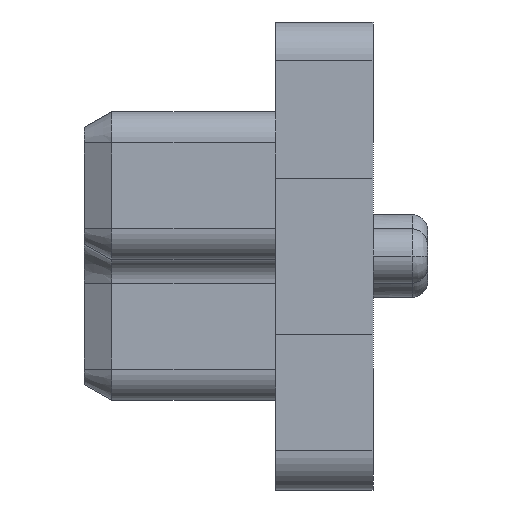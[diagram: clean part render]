
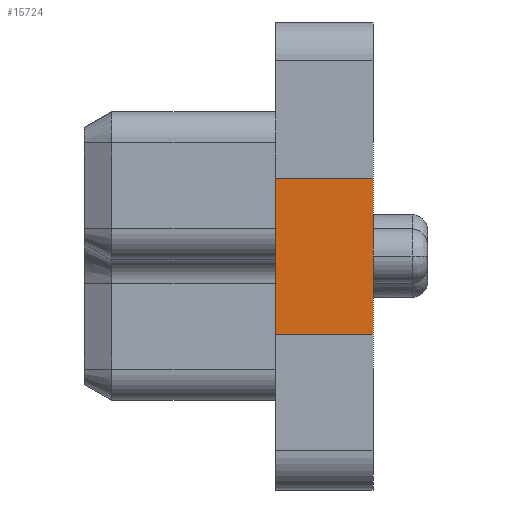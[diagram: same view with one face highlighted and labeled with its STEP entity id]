
A CAD part, left-side view. The second image highlights one B-rep face of the part: STEP entity #15724.
In plain terms, the highlighted planar face has unit normal (-1, 0, 0).
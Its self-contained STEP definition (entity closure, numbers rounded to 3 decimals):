
#4757=DIRECTION('',(0.,0.,-1.));
#4758=VECTOR('',#4757,2.);
#4759=CARTESIAN_POINT('',(-22.7,1.2,1.));
#4760=LINE('8294',#4759,#4758);
#4823=DIRECTION('',(0.,0.,1.));
#4824=VECTOR('',#4823,2.);
#4825=CARTESIAN_POINT('',(-22.7,-0.05,-1.));
#4826=LINE('8311',#4825,#4824);
#4874=DIRECTION('',(0.,-1.,0.));
#4875=VECTOR('',#4874,1.25);
#4876=CARTESIAN_POINT('',(-22.7,1.2,-1.));
#4877=LINE('8323',#4876,#4875);
#4878=DIRECTION('',(0.,-1.,0.));
#4879=VECTOR('',#4878,1.25);
#4880=CARTESIAN_POINT('',(-22.7,1.2,1.));
#4881=LINE('8324',#4880,#4879);
#9554=CARTESIAN_POINT('',(-22.7,1.2,1.));
#9555=VERTEX_POINT('',#9554);
#9556=CARTESIAN_POINT('',(-22.7,1.2,-1.));
#9557=VERTEX_POINT('',#9556);
#9584=CARTESIAN_POINT('',(-22.7,-0.05,-1.));
#9585=VERTEX_POINT('',#9584);
#9586=CARTESIAN_POINT('',(-22.7,-0.05,1.));
#9587=VERTEX_POINT('',#9586);
#15712=CARTESIAN_POINT('',(-22.7,0.575,0.));
#15713=DIRECTION('',(1.,0.,0.));
#15714=DIRECTION('',(0.,0.,-1.));
#15715=AXIS2_PLACEMENT_3D('',#15712,#15713,#15714);
#15716=PLANE('9256',#15715);
#15718=ORIENTED_EDGE('8324',*,*,#15717,.T.);
#15719=ORIENTED_EDGE('8311',*,*,#15646,.F.);
#15720=ORIENTED_EDGE('8323',*,*,#15704,.F.);
#15721=ORIENTED_EDGE('8294',*,*,#15594,.F.);
#15722=EDGE_LOOP('9256',(#15718,#15719,#15720,#15721));
#15723=FACE_OUTER_BOUND('9256',#15722,.F.);
#15594=EDGE_CURVE('8294',#9555,#9557,#4760,.T.);
#15646=EDGE_CURVE('8311',#9585,#9587,#4826,.T.);
#15704=EDGE_CURVE('8323',#9557,#9585,#4877,.T.);
#15717=EDGE_CURVE('8324',#9555,#9587,#4881,.T.);
#15724=ADVANCED_FACE('9256',(#15723),#15716,.F.);
